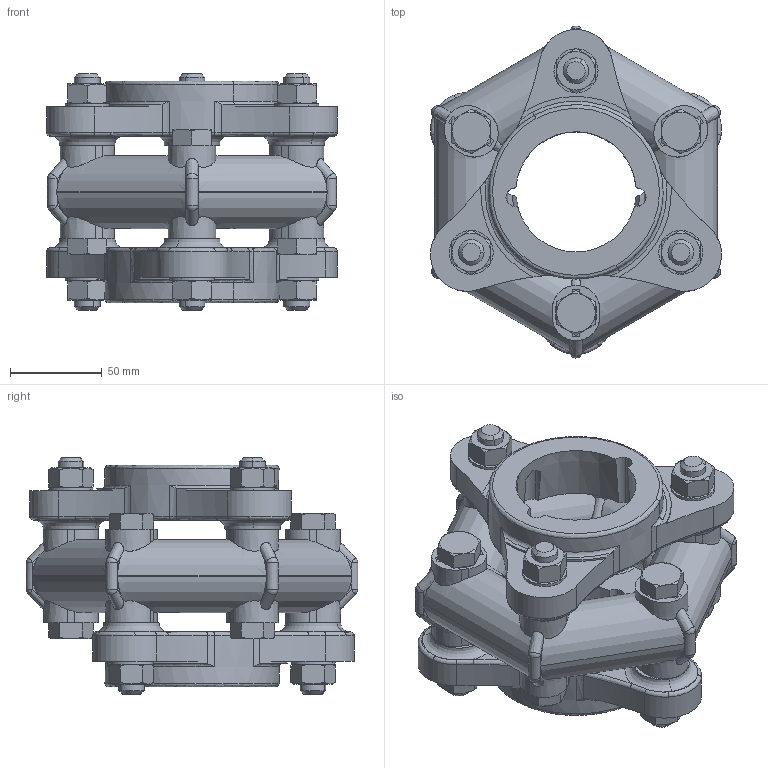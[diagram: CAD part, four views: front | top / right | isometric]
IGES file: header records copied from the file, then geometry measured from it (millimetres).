
Start section: START RECORD GO HERE.
Global section: file name: 632226-B-JOBOFLEX A MOYEU AMOVIBLE.igs; native system: IBM CATIA IGES - CATIA Version 5 Release 19 ; preprocessor: CATIA Version 5 Release 19 ; author: CatiaV5; organization: LEV3; date: 20110413.091819; units: millimetre
Bounding box: 158.64 x 181 x 129 mm (x, y, z)
Surface area: 140877.9 mm2 (no closed solid volume)
Topology: 0 solids, 0 shells, 914 faces, 4916 edges, 4912 vertices
Faces by surface type: revolution 514, plane 376, bspline 24
